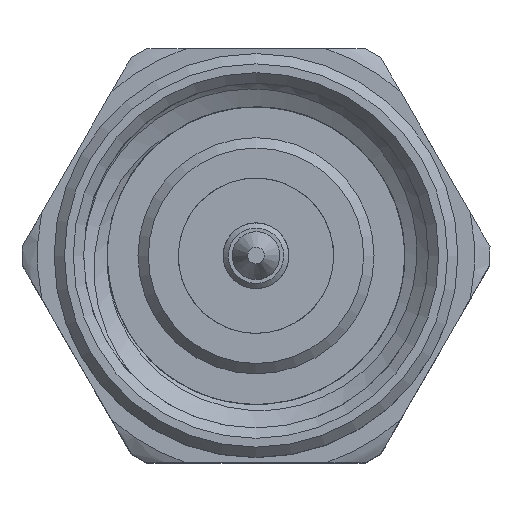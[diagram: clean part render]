
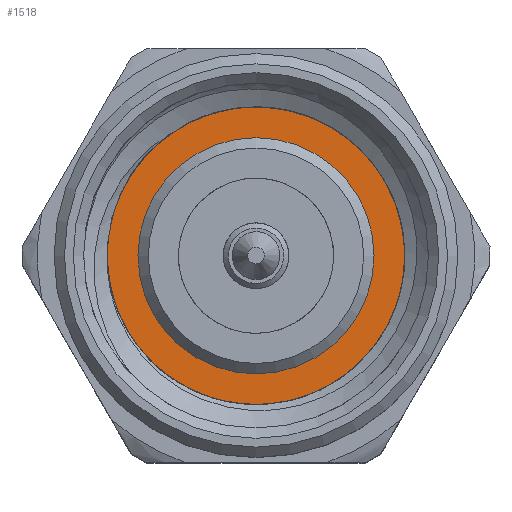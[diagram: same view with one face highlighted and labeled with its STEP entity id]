
A CAD part, top view. The second image highlights one B-rep face of the part: STEP entity #1518.
In plain terms, the highlighted face is planar.
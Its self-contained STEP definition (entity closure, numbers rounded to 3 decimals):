
#238=PLANE('',#1802);
#425=ORIENTED_EDGE('',*,*,#683,.T.);
#426=ORIENTED_EDGE('',*,*,#685,.F.);
#683=EDGE_CURVE('',#846,#846,#978,.T.);
#685=EDGE_CURVE('',#848,#848,#980,.T.);
#846=VERTEX_POINT('',#2609);
#848=VERTEX_POINT('',#2614);
#978=CIRCLE('',#1797,2.25);
#980=CIRCLE('',#1800,3.);
#1141=EDGE_LOOP('',(#425));
#1142=EDGE_LOOP('',(#426));
#1341=FACE_BOUND('',#1141,.T.);
#1342=FACE_BOUND('',#1142,.T.);
#1518=ADVANCED_FACE('',(#1341,#1342),#238,.F.);
#1797=AXIS2_PLACEMENT_3D('',#2608,#2171,#2172);
#1800=AXIS2_PLACEMENT_3D('',#2613,#2177,#2178);
#1802=AXIS2_PLACEMENT_3D('',#2616,#2181,#2182);
#2171=DIRECTION('',(0.,1.,0.));
#2172=DIRECTION('',(1.,0.,0.));
#2177=DIRECTION('',(0.,1.,0.));
#2178=DIRECTION('',(1.,0.,0.));
#2181=DIRECTION('',(0.,1.,0.));
#2182=DIRECTION('',(0.,0.,1.));
#2608=CARTESIAN_POINT('',(0.,0.,0.));
#2609=CARTESIAN_POINT('',(2.25,0.,0.));
#2613=CARTESIAN_POINT('',(0.,0.,0.));
#2614=CARTESIAN_POINT('',(3.,0.,0.));
#2616=CARTESIAN_POINT('',(0.,0.,0.));
